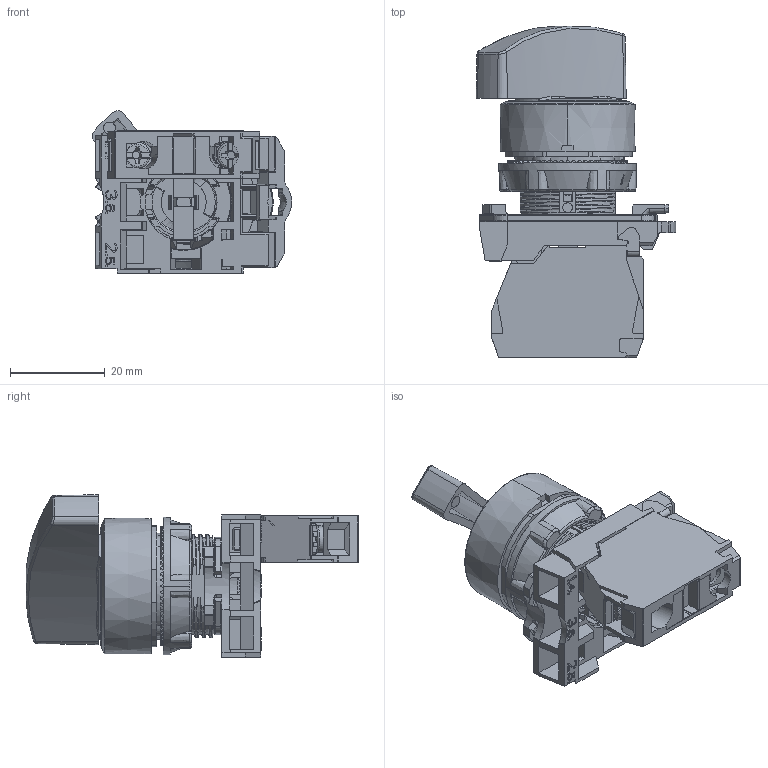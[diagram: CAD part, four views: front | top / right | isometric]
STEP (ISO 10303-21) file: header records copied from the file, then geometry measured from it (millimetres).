
FILE_DESCRIPTION((''),'2;1');
FILE_NAME('XB5AJ21_ASM','2023-12-22T',('Administrator'),('zyb.com'),'PRO/ENGINEER BY PARAMETRIC TECHNOLOGY CORPORATION, 2010280','PRO/ENGINEER BY PARAMETRIC TECHNOLOGY CORPORATION, 2010280','');
FILE_SCHEMA(('AUTOMOTIVE_DESIGN { 1 0 10303 214 1 1 1 1 }'));
Length unit declared in the file: millimetre
Products named in the file (4): ZB5AZ009; ZBE101; ZB5AJ2C; XB5AJ21_ASM
Assembly tree (3 placements, depth 2):
  XB5AJ21_ASM
    ZB5AZ009
    ZBE101
    ZB5AJ2C
Bounding box: 42.07 x 70 x 34.27 mm (x, y, z)
Volume: 25334.2 mm3; surface area: 20743 mm2
Topology: 13 solids, 30 shells, 3848 faces, 10580 edges, 6845 vertices
Faces by surface type: plane 2153, cylinder 911, bspline 476, cone 169, torus 97, sphere 36, extrusion 6
Entity records: 177597 total; most frequent: CARTESIAN_POINT 55986, ORIENTED_EDGE 21156, DIRECTION 17552, EDGE_CURVE 10578, VERTEX_POINT 6845, VECTOR 6756, LINE 6750, AXIS2_PLACEMENT_3D 5398
